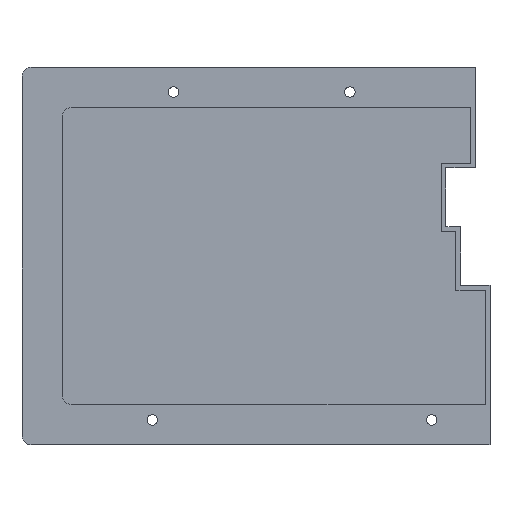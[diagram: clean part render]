
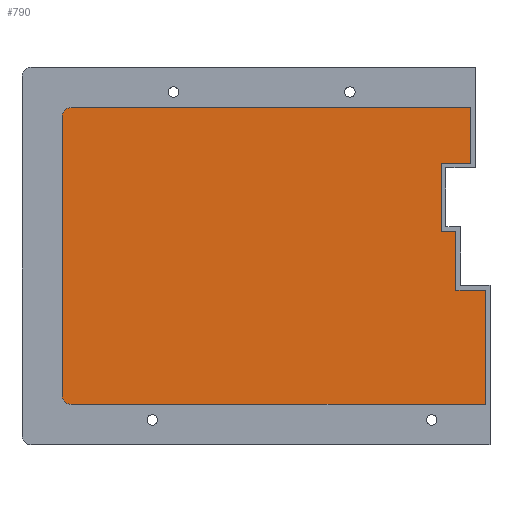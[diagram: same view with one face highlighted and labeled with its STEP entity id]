
A CAD part, top view. The second image highlights one B-rep face of the part: STEP entity #790.
In plain terms, the highlighted planar face has unit normal (0, 0, 1).
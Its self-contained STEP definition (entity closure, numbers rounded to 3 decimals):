
#46=PLANE('',#875);
#89=FACE_OUTER_BOUND('',#140,.T.);
#140=EDGE_LOOP('',(#598,#599,#600,#601,#602,#603,#604,#605,#606,#607,#608,
#609));
#192=LINE('',#1230,#268);
#193=LINE('',#1232,#269);
#194=LINE('',#1234,#270);
#195=LINE('',#1238,#271);
#196=LINE('',#1242,#272);
#197=LINE('',#1244,#273);
#198=LINE('',#1246,#274);
#199=LINE('',#1248,#275);
#200=LINE('',#1250,#276);
#201=LINE('',#1251,#277);
#268=VECTOR('',#1014,10.);
#269=VECTOR('',#1015,10.);
#270=VECTOR('',#1016,10.);
#271=VECTOR('',#1019,10.);
#272=VECTOR('',#1022,10.);
#273=VECTOR('',#1023,10.);
#274=VECTOR('',#1024,10.);
#275=VECTOR('',#1025,10.);
#276=VECTOR('',#1026,10.);
#277=VECTOR('',#1027,10.);
#352=CIRCLE('',#876,3.);
#353=CIRCLE('',#877,3.);
#382=VERTEX_POINT('',#1228);
#383=VERTEX_POINT('',#1229);
#384=VERTEX_POINT('',#1231);
#385=VERTEX_POINT('',#1233);
#386=VERTEX_POINT('',#1235);
#387=VERTEX_POINT('',#1237);
#388=VERTEX_POINT('',#1239);
#389=VERTEX_POINT('',#1241);
#390=VERTEX_POINT('',#1243);
#391=VERTEX_POINT('',#1245);
#392=VERTEX_POINT('',#1247);
#393=VERTEX_POINT('',#1249);
#466=EDGE_CURVE('',#382,#383,#192,.T.);
#467=EDGE_CURVE('',#383,#384,#193,.T.);
#468=EDGE_CURVE('',#384,#385,#194,.T.);
#469=EDGE_CURVE('',#385,#386,#352,.T.);
#470=EDGE_CURVE('',#386,#387,#195,.T.);
#471=EDGE_CURVE('',#387,#388,#353,.T.);
#472=EDGE_CURVE('',#388,#389,#196,.T.);
#473=EDGE_CURVE('',#389,#390,#197,.T.);
#474=EDGE_CURVE('',#390,#391,#198,.T.);
#475=EDGE_CURVE('',#391,#392,#199,.T.);
#476=EDGE_CURVE('',#392,#393,#200,.T.);
#477=EDGE_CURVE('',#393,#382,#201,.T.);
#598=ORIENTED_EDGE('',*,*,#466,.T.);
#599=ORIENTED_EDGE('',*,*,#467,.T.);
#600=ORIENTED_EDGE('',*,*,#468,.T.);
#601=ORIENTED_EDGE('',*,*,#469,.T.);
#602=ORIENTED_EDGE('',*,*,#470,.T.);
#603=ORIENTED_EDGE('',*,*,#471,.T.);
#604=ORIENTED_EDGE('',*,*,#472,.T.);
#605=ORIENTED_EDGE('',*,*,#473,.T.);
#606=ORIENTED_EDGE('',*,*,#474,.T.);
#607=ORIENTED_EDGE('',*,*,#475,.T.);
#608=ORIENTED_EDGE('',*,*,#476,.T.);
#609=ORIENTED_EDGE('',*,*,#477,.T.);
#790=ADVANCED_FACE('',(#89),#46,.T.);
#875=AXIS2_PLACEMENT_3D('',#1227,#1012,#1013);
#876=AXIS2_PLACEMENT_3D('',#1236,#1017,#1018);
#877=AXIS2_PLACEMENT_3D('',#1240,#1020,#1021);
#1012=DIRECTION('center_axis',(0.,0.,1.));
#1013=DIRECTION('ref_axis',(1.,0.,0.));
#1014=DIRECTION('',(1.,0.,0.));
#1015=DIRECTION('',(0.,1.,0.));
#1016=DIRECTION('',(-1.,0.,0.));
#1017=DIRECTION('center_axis',(0.,0.,1.));
#1018=DIRECTION('ref_axis',(0.,1.,0.));
#1019=DIRECTION('',(0.,-1.,0.));
#1020=DIRECTION('center_axis',(0.,0.,1.));
#1021=DIRECTION('ref_axis',(-1.,0.,0.));
#1022=DIRECTION('',(1.,0.,0.));
#1023=DIRECTION('',(0.,1.,0.));
#1024=DIRECTION('',(-1.,0.,0.));
#1025=DIRECTION('',(0.,1.,0.));
#1026=DIRECTION('',(-1.,0.,0.));
#1027=DIRECTION('',(0.,1.,0.));
#1227=CARTESIAN_POINT('Origin',(62.306,-47.625,-9.6));
#1228=CARTESIAN_POINT('',(122.3,-17.525,-9.6));
#1229=CARTESIAN_POINT('',(131.825,-17.525,-9.6));
#1230=CARTESIAN_POINT('',(122.3,-17.525,-9.6));
#1231=CARTESIAN_POINT('',(131.825,0.475,-9.6));
#1232=CARTESIAN_POINT('',(131.825,-17.525,-9.6));
#1233=CARTESIAN_POINT('',(2.525,0.475,-9.6));
#1234=CARTESIAN_POINT('',(133.325,0.475,-9.6));
#1235=CARTESIAN_POINT('',(-0.475,-2.525,-9.6));
#1236=CARTESIAN_POINT('Origin',(2.525,-2.525,-9.6));
#1237=CARTESIAN_POINT('',(-0.475,-92.725,-9.6));
#1238=CARTESIAN_POINT('',(-0.475,-2.525,-9.6));
#1239=CARTESIAN_POINT('',(2.525,-95.725,-9.6));
#1240=CARTESIAN_POINT('Origin',(2.525,-92.725,-9.6));
#1241=CARTESIAN_POINT('',(136.588,-95.725,-9.6));
#1242=CARTESIAN_POINT('',(2.525,-95.725,-9.6));
#1243=CARTESIAN_POINT('',(136.588,-58.675,-9.6));
#1244=CARTESIAN_POINT('',(136.588,-95.725,-9.6));
#1245=CARTESIAN_POINT('',(127.063,-58.675,-9.6));
#1246=CARTESIAN_POINT('',(136.588,-58.675,-9.6));
#1247=CARTESIAN_POINT('',(127.063,-39.625,-9.6));
#1248=CARTESIAN_POINT('',(127.063,-58.675,-9.6));
#1249=CARTESIAN_POINT('',(122.3,-39.625,-9.6));
#1250=CARTESIAN_POINT('',(127.063,-39.625,-9.6));
#1251=CARTESIAN_POINT('',(122.3,-39.625,-9.6));
